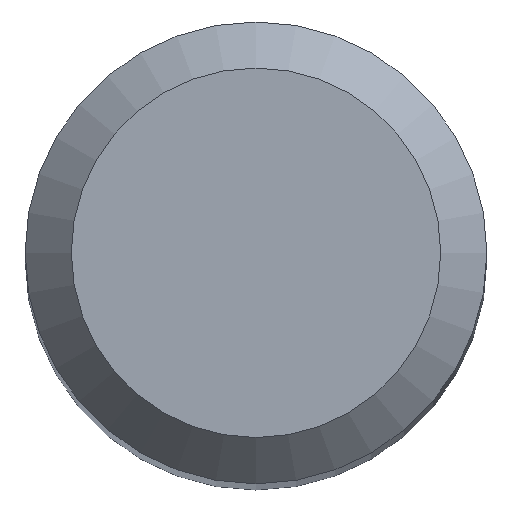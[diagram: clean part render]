
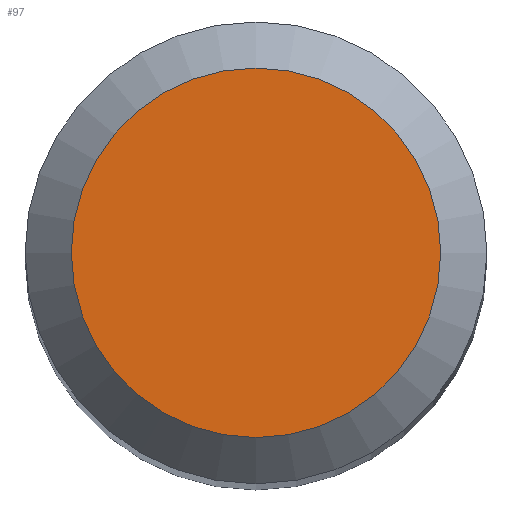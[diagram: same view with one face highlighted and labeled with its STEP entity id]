
A CAD part, top view. The second image highlights one B-rep face of the part: STEP entity #97.
In plain terms, the highlighted planar face has unit normal (0, 0, 1).
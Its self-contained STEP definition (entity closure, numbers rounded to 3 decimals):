
#7 = CIRCLE ( 'NONE', #59, 1.6 ) ;
#17 = AXIS2_PLACEMENT_3D ( 'NONE', #167, #240, #196 ) ;
#21 = CARTESIAN_POINT ( 'NONE',  ( 0., 0., 38. ) ) ;
#58 = DIRECTION ( 'NONE',  ( 1., 0., 0. ) ) ;
#59 = AXIS2_PLACEMENT_3D ( 'NONE', #21, #225, #58 ) ;
#97 = ADVANCED_FACE ( 'NONE', ( #203 ), #140, .T. ) ;
#111 = EDGE_LOOP ( 'NONE', ( #159 ) ) ;
#140 = PLANE ( 'NONE',  #17 ) ;
#157 = CARTESIAN_POINT ( 'NONE',  ( 1.6, 0., 38. ) ) ;
#159 = ORIENTED_EDGE ( 'NONE', *, *, #192, .T. ) ;
#167 = CARTESIAN_POINT ( 'NONE',  ( 0., 0., 38. ) ) ;
#192 = EDGE_CURVE ( 'NONE', #237, #237, #7, .T. ) ;
#196 = DIRECTION ( 'NONE',  ( 1., 0., 0. ) ) ;
#203 = FACE_OUTER_BOUND ( 'NONE', #111, .T. ) ;
#225 = DIRECTION ( 'NONE',  ( 0., 0., 1. ) ) ;
#237 = VERTEX_POINT ( 'NONE', #157 ) ;
#240 = DIRECTION ( 'NONE',  ( 0., 0., 1. ) ) ;
